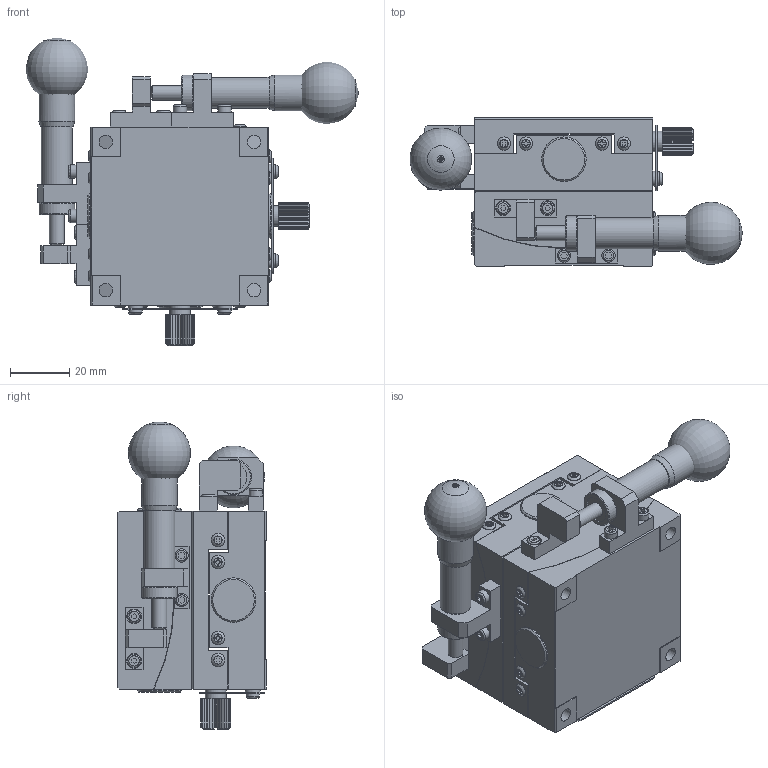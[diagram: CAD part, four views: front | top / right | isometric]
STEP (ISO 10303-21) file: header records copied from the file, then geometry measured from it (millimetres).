
FILE_DESCRIPTION (( 'STEP AP203' ), '1' );
FILE_NAME ('528961.STEP', '2024-11-12T07:39:07', ( 'Windows User' ), ( 'P R C' ), 'SwSTEP 2.0', 'SolidWorks 2020', '' );
FILE_SCHEMA (( 'CONFIG_CONTROL_DESIGN' ));
Products named in the file (1): 528961
Bounding box: 111.9 x 50 x 103.81 mm (x, y, z)
Volume: 161819.7 mm3; surface area: 68924.5 mm2
Topology: 8 solids, 8 shells, 4860 faces, 10458 edges, 5712 vertices
Faces by surface type: bspline 2894, cylinder 1022, plane 700, cone 226, torus 18
Full cylindrical faces by diameter (mm): 3 x2, 3.242 x8, 4.5 x36, 4.96 x4, 5 x8, 7 x4, 8 x8, 9 x4, 10 x2, 10.4 x4, 12 x4, 12.034 x2, 15 x4
Entity records: 180869 total; most frequent: CARTESIAN_POINT 109857, ORIENTED_EDGE 20552, EDGE_CURVE 10276, DIRECTION 7470, VERTEX_POINT 5678, EDGE_LOOP 5138, FACE_OUTER_BOUND 4978, ADVANCED_FACE 4860
